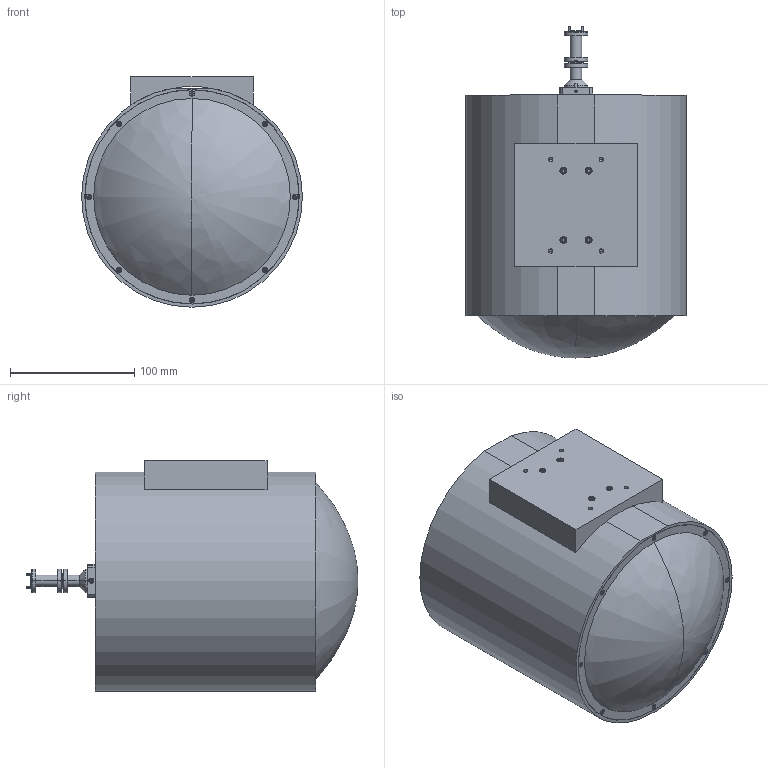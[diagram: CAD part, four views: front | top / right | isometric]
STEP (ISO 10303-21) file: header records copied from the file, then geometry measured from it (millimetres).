
FILE_DESCRIPTION (( 'STEP AP203' ), '1' );
FILE_NAME ('SAG-5836833503-15-S1.STEP', '2020-02-25T01:26:33', ( '' ), ( '' ), 'SwSTEP 2.0', 'SolidWorks 2020', '' );
FILE_SCHEMA (( 'CONFIG_CONTROL_DESIGN' ));
Length unit declared in the file: inch
Products named in the file (1): SAG-5836833503-15-S1
Bounding box: 177.8 x 267.4 x 185.58 mm (x, y, z)
Volume: 4884590.9 mm3; surface area: 290953.3 mm2
Topology: 48 solids, 48 shells, 1418 faces, 3341 edges, 2041 vertices
Faces by surface type: plane 524, cylinder 500, cone 388, bspline 6
Entity records: 44124 total; most frequent: CARTESIAN_POINT 12038, DIRECTION 6765, ORIENTED_EDGE 6510, EDGE_CURVE 3255, AXIS2_PLACEMENT_3D 2676, VERTEX_POINT 2041, EDGE_LOOP 1644, ADVANCED_FACE 1418
